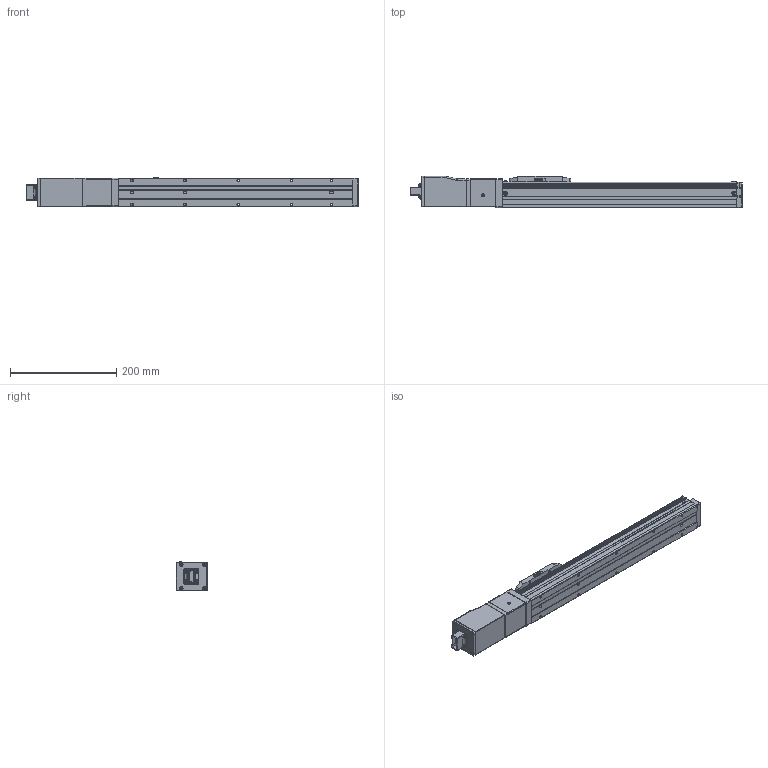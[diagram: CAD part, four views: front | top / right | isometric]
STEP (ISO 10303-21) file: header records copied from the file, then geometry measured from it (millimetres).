
FILE_DESCRIPTION (( 'STEP AP203' ), '1' );
FILE_NAME ('RM-SLD-17-300-10-ATY 眻盄倰賑怢.STEP', '2021-11-29T05:58:44', ( '' ), ( '' ), 'SwSTEP 2.0', 'SolidWorks 2019', '' );
FILE_SCHEMA (( 'CONFIG_CONTROL_DESIGN' ));
Length unit declared in the file: millimetre
Products named in the file (17): 坋趼羞攫芛蹟隊M3℅6; GTH5_L2_300_BC_42M_C3_0__25; 内六角圆柱头螺钉M3×16; 内六角圆柱头螺钉M4×16; GTH5_L2_300_BC_42M_C3_0__3; 内六角圆柱头螺钉M3×85; 坋趼羞麥芛蹟隊M2.5℅6; RM-SLD-17-300-10-ATY 眻盄倰賑怢; GTH5_L2_300_BC_42M_C3_0__21; GTH5_L2_300_BC_42M_C3_0__23; GTH5萇儂楊擘釱; GTH5_L2_300_BC_42M_C3_0__13; GTH5_L2_300_BC_42M_C3_0_; GTH5萇儂裔; GTH5萇儂綴裔; GTH5蚾庉裔; 蕾宒堤盄芛俋褲
Assembly tree (29 placements, depth 3):
  RM-SLD-17-300-10-ATY 眻盄倰賑怢
    GTH5萇儂楊擘釱
    内六角圆柱头螺钉M4×16  x4
    GTH5蚾庉裔
    内六角圆柱头螺钉M3×16  x4
    蕾宒堤盄芛俋褲
    GTH5萇儂裔
    GTH5萇儂綴裔
    内六角圆柱头螺钉M3×85  x4
    坋趼羞攫芛蹟隊M3℅6  x4
    坋趼羞麥芛蹟隊M2.5℅6  x2
    GTH5_L2_300_BC_42M_C3_0_
      GTH5_L2_300_BC_42M_C3_0__3
      GTH5_L2_300_BC_42M_C3_0__13
      GTH5_L2_300_BC_42M_C3_0__21
      GTH5_L2_300_BC_42M_C3_0__23
      GTH5_L2_300_BC_42M_C3_0__25
Bounding box: 623.95 x 60 x 55.75 mm (x, y, z)
Volume: 1157895.4 mm3; surface area: 258924.7 mm2
Topology: 28 solids, 28 shells, 1819 faces, 4309 edges, 2607 vertices
Faces by surface type: plane 680, cylinder 646, torus 308, cone 104, bspline 51, sphere 30
Entity records: 48703 total; most frequent: CARTESIAN_POINT 10199, DIRECTION 8080, ORIENTED_EDGE 7310, EDGE_CURVE 3655, AXIS2_PLACEMENT_3D 3119, VERTEX_POINT 2245, LINE 1842, VECTOR 1842
